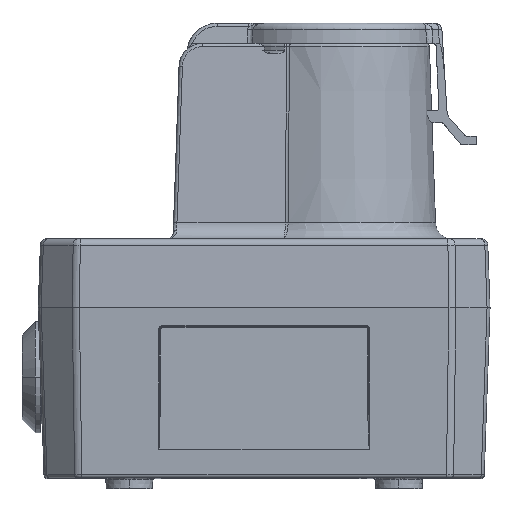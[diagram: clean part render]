
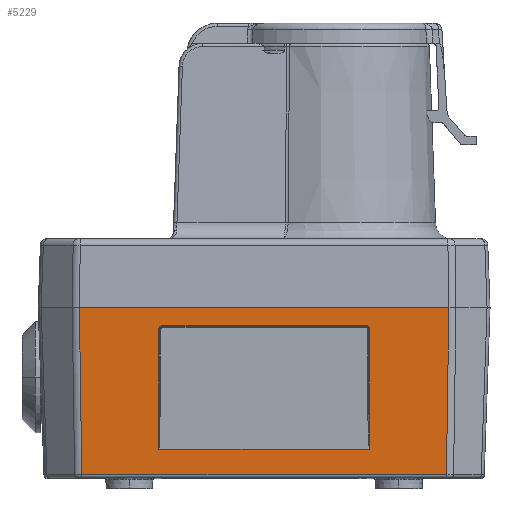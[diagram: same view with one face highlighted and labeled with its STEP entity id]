
A CAD part, top view. The second image highlights one B-rep face of the part: STEP entity #5229.
In plain terms, the highlighted face is planar.
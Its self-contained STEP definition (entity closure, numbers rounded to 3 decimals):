
#297 = VERTEX_POINT ( 'NONE', #6039 ) ;
#392 = CARTESIAN_POINT ( 'NONE',  ( -54.802, 0.5, -67.017 ) ) ;
#522 = DIRECTION ( 'NONE',  ( -1., 0., 0. ) ) ;
#738 = CARTESIAN_POINT ( 'NONE',  ( -30., -4.71, -66.836 ) ) ;
#1291 = CARTESIAN_POINT ( 'NONE',  ( 31.3, -41.517, -65.55 ) ) ;
#1533 = CARTESIAN_POINT ( 'NONE',  ( 31.3, -41.517, -65.55 ) ) ;
#2172 = EDGE_CURVE ( 'NONE', #23554, #23917, #15656, .T. ) ;
#2190 =( BOUNDED_CURVE ( )  B_SPLINE_CURVE ( 3, ( #28973, #5232, #5740, #11027 ),
 .UNSPECIFIED., .F., .F. ) 
 B_SPLINE_CURVE_WITH_KNOTS ( ( 4, 4 ),
 ( 1.571, 3.142 ),
 .UNSPECIFIED. ) 
 CURVE ( )  GEOMETRIC_REPRESENTATION_ITEM ( )  RATIONAL_B_SPLINE_CURVE ( ( 1., 0.805, 0.805, 1. ) ) 
 REPRESENTATION_ITEM ( '' )  );
#2402 = EDGE_CURVE ( 'NONE', #297, #15996, #22109, .T. ) ;
#2509 = VERTEX_POINT ( 'NONE', #392 ) ;
#2655 = CARTESIAN_POINT ( 'NONE',  ( 31.3, -6.01, -66.79 ) ) ;
#2988 = LINE ( 'NONE', #20594, #29868 ) ;
#3029 = ORIENTED_EDGE ( 'NONE', *, *, #23502, .F. ) ;
#3096 = CARTESIAN_POINT ( 'NONE',  ( 56.037, -4.71, -66.836 ) ) ;
#3906 = EDGE_CURVE ( 'NONE', #11464, #23554, #24600, .T. ) ;
#3953 = CARTESIAN_POINT ( 'NONE',  ( -31.285, -41.523, -65.55 ) ) ;
#3955 = CARTESIAN_POINT ( 'NONE',  ( -31.294, -41.521, -65.55 ) ) ;
#3990 = CARTESIAN_POINT ( 'NONE',  ( -31.3, -6.01, -66.79 ) ) ;
#4117 = VECTOR ( 'NONE', #24386, 1000. ) ;
#4632 = CARTESIAN_POINT ( 'NONE',  ( -31.288, -41.523, -65.55 ) ) ;
#4657 = ORIENTED_EDGE ( 'NONE', *, *, #4751, .T. ) ;
#4690 = VERTEX_POINT ( 'NONE', #15801 ) ;
#4751 = EDGE_CURVE ( 'NONE', #16609, #297, #15962, .T. ) ;
#5229 = ADVANCED_FACE ( 'NONE', ( #7829, #7657 ), #15516, .T. ) ;
#5232 = CARTESIAN_POINT ( 'NONE',  ( 31.3, -5.249, -66.817 ) ) ;
#5740 = CARTESIAN_POINT ( 'NONE',  ( 30.762, -4.71, -66.836 ) ) ;
#6039 = CARTESIAN_POINT ( 'NONE',  ( -31.3, -6.01, -66.79 ) ) ;
#6139 = DIRECTION ( 'NONE',  ( -0.014, 0.999, -0.035 ) ) ;
#6267 = DIRECTION ( 'NONE',  ( -1., 0., 0. ) ) ;
#6442 = CARTESIAN_POINT ( 'NONE',  ( 0., 0.5, -67.017 ) ) ;
#6505 = LINE ( 'NONE', #14188, #6520 ) ;
#6514 = CARTESIAN_POINT ( 'NONE',  ( 31.294, -41.521, -65.55 ) ) ;
#6520 = VECTOR ( 'NONE', #26983, 1000. ) ;
#6646 = LINE ( 'NONE', #31939, #4117 ) ;
#7657 = FACE_OUTER_BOUND ( 'NONE', #27593, .T. ) ;
#7829 = FACE_BOUND ( 'NONE', #15246, .T. ) ;
#8131 = ORIENTED_EDGE ( 'NONE', *, *, #12330, .T. ) ;
#8984 = VERTEX_POINT ( 'NONE', #23041 ) ;
#9416 = CARTESIAN_POINT ( 'NONE',  ( 31.295, -41.521, -65.55 ) ) ;
#9596 = CARTESIAN_POINT ( 'NONE',  ( -31.3, -41.517, -65.55 ) ) ;
#10183 = AXIS2_PLACEMENT_3D ( 'NONE', #33639, #25584, #17730 ) ;
#10459 = ORIENTED_EDGE ( 'NONE', *, *, #2172, .T. ) ;
#10497 = DIRECTION ( 'NONE',  ( 0., -0.999, 0.035 ) ) ;
#10835 = CARTESIAN_POINT ( 'NONE',  ( -31.3, -41.517, -65.55 ) ) ;
#10925 = EDGE_CURVE ( 'NONE', #8984, #20394, #6505, .T. ) ;
#11027 = CARTESIAN_POINT ( 'NONE',  ( 30., -4.71, -66.836 ) ) ;
#11173 = CARTESIAN_POINT ( 'NONE',  ( -30.762, -4.71, -66.836 ) ) ;
#11464 = VERTEX_POINT ( 'NONE', #20222 ) ;
#11575 = CARTESIAN_POINT ( 'NONE',  ( 54.085, -49.035, -65.288 ) ) ;
#11998 = CARTESIAN_POINT ( 'NONE',  ( -31.298, -41.519, -65.55 ) ) ;
#12015 = VECTOR ( 'NONE', #6139, 1000. ) ;
#12330 = EDGE_CURVE ( 'NONE', #26317, #2509, #21498, .T. ) ;
#12498 = CARTESIAN_POINT ( 'NONE',  ( -31.297, -41.519, -65.55 ) ) ;
#12942 = EDGE_CURVE ( 'NONE', #15996, #25643, #14023, .T. ) ;
#13645 = ORIENTED_EDGE ( 'NONE', *, *, #2402, .T. ) ;
#14023 = B_SPLINE_CURVE_WITH_KNOTS ( 'NONE', 3,
 ( #9596, #16935, #11998, #12498, #22215, #3955, #33350, #30620, #4632, #22388 ),
 .UNSPECIFIED., .F., .F.,
 ( 4, 3, 3, 4 ),
 ( 0., 0., 0., 0. ),
 .UNSPECIFIED. ) ;
#14188 = CARTESIAN_POINT ( 'NONE',  ( 54.795, 0.018, -67.001 ) ) ;
#14352 = ORIENTED_EDGE ( 'NONE', *, *, #26251, .T. ) ;
#14538 = VECTOR ( 'NONE', #6267, 1000. ) ;
#14707 = CARTESIAN_POINT ( 'NONE',  ( 31.288, -41.523, -65.55 ) ) ;
#15246 = EDGE_LOOP ( 'NONE', ( #13645, #24289, #14352, #24328, #10459, #30937, #22912, #4657 ) ) ;
#15516 = PLANE ( 'NONE',  #10183 ) ;
#15656 = LINE ( 'NONE', #18038, #21949 ) ;
#15801 = CARTESIAN_POINT ( 'NONE',  ( 30., -4.71, -66.836 ) ) ;
#15962 =( BOUNDED_CURVE ( )  B_SPLINE_CURVE ( 3, ( #738, #11173, #29291, #3990 ),
 .UNSPECIFIED., .F., .F. ) 
 B_SPLINE_CURVE_WITH_KNOTS ( ( 4, 4 ),
 ( 3.142, 4.712 ),
 .UNSPECIFIED. ) 
 CURVE ( )  GEOMETRIC_REPRESENTATION_ITEM ( )  RATIONAL_B_SPLINE_CURVE ( ( 1., 0.805, 0.805, 1. ) ) 
 REPRESENTATION_ITEM ( '' )  );
#15996 = VERTEX_POINT ( 'NONE', #10835 ) ;
#16395 = EDGE_CURVE ( 'NONE', #4690, #16609, #26486, .T. ) ;
#16609 = VERTEX_POINT ( 'NONE', #23719 ) ;
#16919 = CARTESIAN_POINT ( 'NONE',  ( 31.296, -41.52, -65.55 ) ) ;
#16935 = CARTESIAN_POINT ( 'NONE',  ( -31.299, -41.518, -65.55 ) ) ;
#17730 = DIRECTION ( 'NONE',  ( 0., -0.999, 0.035 ) ) ;
#18038 = CARTESIAN_POINT ( 'NONE',  ( 31.3, 0., -67. ) ) ;
#18685 = VECTOR ( 'NONE', #522, 1000. ) ;
#19100 = CARTESIAN_POINT ( 'NONE',  ( -54.772, -1.601, -66.944 ) ) ;
#20222 = CARTESIAN_POINT ( 'NONE',  ( 31.285, -41.523, -65.55 ) ) ;
#20394 = VERTEX_POINT ( 'NONE', #11575 ) ;
#20594 = CARTESIAN_POINT ( 'NONE',  ( 56.037, -41.523, -65.55 ) ) ;
#20936 = DIRECTION ( 'NONE',  ( 0., 0.999, -0.035 ) ) ;
#21403 = VECTOR ( 'NONE', #10497, 1000. ) ;
#21498 = LINE ( 'NONE', #19100, #12015 ) ;
#21557 = EDGE_CURVE ( 'NONE', #20394, #26317, #6646, .T. ) ;
#21756 = CARTESIAN_POINT ( 'NONE',  ( -54.085, -49.035, -65.288 ) ) ;
#21949 = VECTOR ( 'NONE', #20936, 1000. ) ;
#22109 = LINE ( 'NONE', #32555, #21403 ) ;
#22215 = CARTESIAN_POINT ( 'NONE',  ( -31.296, -41.52, -65.55 ) ) ;
#22388 = CARTESIAN_POINT ( 'NONE',  ( -31.285, -41.523, -65.55 ) ) ;
#22540 = CARTESIAN_POINT ( 'NONE',  ( 31.297, -41.519, -65.55 ) ) ;
#22912 = ORIENTED_EDGE ( 'NONE', *, *, #16395, .T. ) ;
#23041 = CARTESIAN_POINT ( 'NONE',  ( 54.802, 0.5, -67.017 ) ) ;
#23502 = EDGE_CURVE ( 'NONE', #8984, #2509, #30203, .T. ) ;
#23554 = VERTEX_POINT ( 'NONE', #1291 ) ;
#23719 = CARTESIAN_POINT ( 'NONE',  ( -30., -4.71, -66.836 ) ) ;
#23917 = VERTEX_POINT ( 'NONE', #2655 ) ;
#24075 = ORIENTED_EDGE ( 'NONE', *, *, #21557, .T. ) ;
#24289 = ORIENTED_EDGE ( 'NONE', *, *, #12942, .T. ) ;
#24328 = ORIENTED_EDGE ( 'NONE', *, *, #3906, .T. ) ;
#24386 = DIRECTION ( 'NONE',  ( -1., 0., 0. ) ) ;
#24600 = B_SPLINE_CURVE_WITH_KNOTS ( 'NONE', 3,
 ( #32481, #14707, #29927, #6514, #9416, #16919, #22540, #27340, #32997, #1533 ),
 .UNSPECIFIED., .F., .F.,
 ( 4, 3, 3, 4 ),
 ( 0., 0., 0., 0. ),
 .UNSPECIFIED. ) ;
#25584 = DIRECTION ( 'NONE',  ( 0., -0.035, -0.999 ) ) ;
#25643 = VERTEX_POINT ( 'NONE', #3953 ) ;
#26251 = EDGE_CURVE ( 'NONE', #25643, #11464, #2988, .T. ) ;
#26317 = VERTEX_POINT ( 'NONE', #21756 ) ;
#26486 = LINE ( 'NONE', #3096, #18685 ) ;
#26983 = DIRECTION ( 'NONE',  ( -0.014, -0.999, 0.035 ) ) ;
#27340 = CARTESIAN_POINT ( 'NONE',  ( 31.298, -41.519, -65.55 ) ) ;
#27593 = EDGE_LOOP ( 'NONE', ( #29627, #24075, #8131, #3029 ) ) ;
#28973 = CARTESIAN_POINT ( 'NONE',  ( 31.3, -6.01, -66.79 ) ) ;
#29291 = CARTESIAN_POINT ( 'NONE',  ( -31.3, -5.249, -66.817 ) ) ;
#29627 = ORIENTED_EDGE ( 'NONE', *, *, #10925, .T. ) ;
#29868 = VECTOR ( 'NONE', #31712, 1000. ) ;
#29927 = CARTESIAN_POINT ( 'NONE',  ( 31.291, -41.522, -65.55 ) ) ;
#30203 = LINE ( 'NONE', #6442, #14538 ) ;
#30620 = CARTESIAN_POINT ( 'NONE',  ( -31.29, -41.522, -65.55 ) ) ;
#30937 = ORIENTED_EDGE ( 'NONE', *, *, #33519, .T. ) ;
#31712 = DIRECTION ( 'NONE',  ( 1., 0., 0. ) ) ;
#31939 = CARTESIAN_POINT ( 'NONE',  ( -54.071, -49.035, -65.288 ) ) ;
#32481 = CARTESIAN_POINT ( 'NONE',  ( 31.285, -41.523, -65.55 ) ) ;
#32555 = CARTESIAN_POINT ( 'NONE',  ( -31.3, 0., -67. ) ) ;
#32997 = CARTESIAN_POINT ( 'NONE',  ( 31.299, -41.518, -65.55 ) ) ;
#33350 = CARTESIAN_POINT ( 'NONE',  ( -31.293, -41.522, -65.55 ) ) ;
#33519 = EDGE_CURVE ( 'NONE', #23917, #4690, #2190, .T. ) ;
#33639 = CARTESIAN_POINT ( 'NONE',  ( 56.037, 0., -67. ) ) ;
